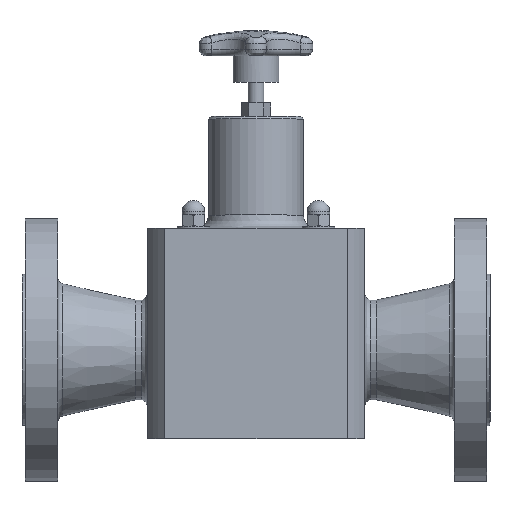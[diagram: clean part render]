
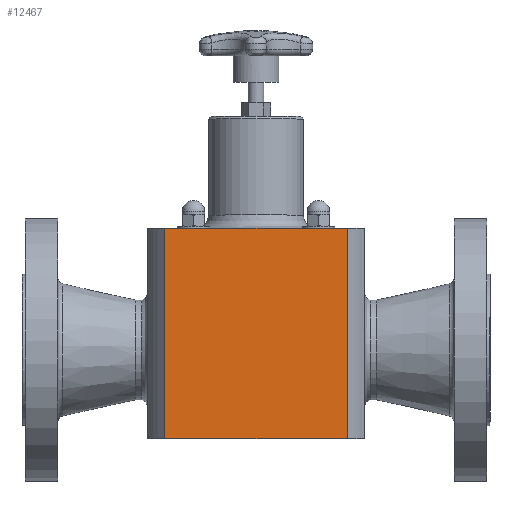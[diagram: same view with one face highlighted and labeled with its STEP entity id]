
A CAD part, top view. The second image highlights one B-rep face of the part: STEP entity #12467.
In plain terms, the highlighted planar face has unit normal (0, 0, 1).
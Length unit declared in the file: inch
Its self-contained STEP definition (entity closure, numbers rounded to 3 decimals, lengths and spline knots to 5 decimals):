
#12400=CARTESIAN_POINT('',(1.73205,0.,1.625));
#12401=VERTEX_POINT('',#12400);
#12402=CARTESIAN_POINT('',(1.73205,4.,1.625));
#12403=VERTEX_POINT('',#12402);
#12404=CARTESIAN_POINT('',(1.73205,0.,1.625));
#12405=DIRECTION('',(0.0,1.0,0.0));
#12406=VECTOR('',#12405,4.);
#12407=LINE('',#12404,#12406);
#12408=EDGE_CURVE('',#12401,#12403,#12407,.T.);
#12437=CARTESIAN_POINT('',(1.73205,0.,1.625));
#12438=DIRECTION('',(0.0,0.0,1.0));
#12439=DIRECTION('',(1.0,0.0,0.0));
#12440=AXIS2_PLACEMENT_3D('',#12437,#12438,#12439);
#12441=PLANE('',#12440);
#12442=CARTESIAN_POINT('',(-1.73205,0.,1.625));
#12443=VERTEX_POINT('',#12442);
#12444=CARTESIAN_POINT('',(-1.73205,4.,1.625));
#12445=VERTEX_POINT('',#12444);
#12446=CARTESIAN_POINT('',(-1.73205,0.,1.625));
#12447=DIRECTION('',(0.0,1.0,0.0));
#12448=VECTOR('',#12447,4.);
#12449=LINE('',#12446,#12448);
#12450=EDGE_CURVE('',#12443,#12445,#12449,.T.);
#12451=ORIENTED_EDGE('',*,*,#12450,.F.);
#12452=CARTESIAN_POINT('',(1.73205,0.,1.625));
#12453=DIRECTION('',(-1.0,0.0,0.0));
#12454=VECTOR('',#12453,3.4641);
#12455=LINE('',#12452,#12454);
#12456=EDGE_CURVE('',#12401,#12443,#12455,.T.);
#12457=ORIENTED_EDGE('',*,*,#12456,.F.);
#12458=ORIENTED_EDGE('',*,*,#12408,.T.);
#12459=CARTESIAN_POINT('',(1.73205,4.,1.625));
#12460=DIRECTION('',(-1.0,0.0,0.0));
#12461=VECTOR('',#12460,3.4641);
#12462=LINE('',#12459,#12461);
#12463=EDGE_CURVE('',#12403,#12445,#12462,.T.);
#12464=ORIENTED_EDGE('',*,*,#12463,.T.);
#12465=EDGE_LOOP('',(#12451,#12457,#12458,#12464));
#12466=FACE_OUTER_BOUND('',#12465,.T.);
#12467=ADVANCED_FACE('',(#12466),#12441,.T.);
